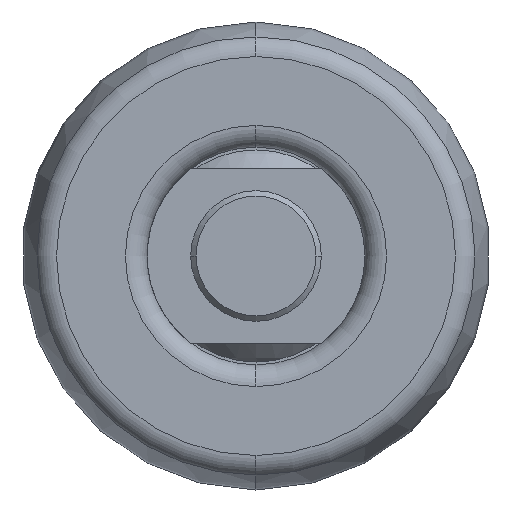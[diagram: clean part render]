
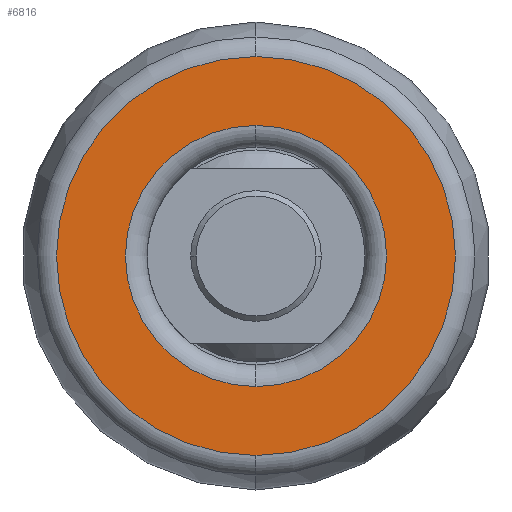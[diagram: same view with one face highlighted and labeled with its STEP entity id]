
A CAD part, left-side view. The second image highlights one B-rep face of the part: STEP entity #6816.
In plain terms, the highlighted face is planar.
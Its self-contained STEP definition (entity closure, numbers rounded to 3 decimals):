
#58 = VERTEX_POINT ( 'NONE', #7919 ) ;
#144 = DIRECTION ( 'NONE',  ( 0., 0., 1. ) ) ;
#472 = AXIS2_PLACEMENT_3D ( 'NONE', #4101, #7664, #6264 ) ;
#560 = CIRCLE ( 'NONE', #7377, 9.164 ) ;
#653 = DIRECTION ( 'NONE',  ( 0., 0., 1. ) ) ;
#835 = CARTESIAN_POINT ( 'NONE',  ( 0., 3.5, 0. ) ) ;
#1967 = ORIENTED_EDGE ( 'NONE', *, *, #8884, .T. ) ;
#2072 = CARTESIAN_POINT ( 'NONE',  ( 0., 3.5, 0. ) ) ;
#2164 = FACE_OUTER_BOUND ( 'NONE', #6801, .T. ) ;
#2238 = ORIENTED_EDGE ( 'NONE', *, *, #2470, .T. ) ;
#2396 = DIRECTION ( 'NONE',  ( 0., 0., 1. ) ) ;
#2430 = CARTESIAN_POINT ( 'NONE',  ( 0., 3.5, 6. ) ) ;
#2470 = EDGE_CURVE ( 'NONE', #2515, #6313, #560, .T. ) ;
#2515 = VERTEX_POINT ( 'NONE', #4471 ) ;
#2551 = CIRCLE ( 'NONE', #7719, 9.164 ) ;
#2888 = CIRCLE ( 'NONE', #8779, 6. ) ;
#3049 = VERTEX_POINT ( 'NONE', #2430 ) ;
#4101 = CARTESIAN_POINT ( 'NONE',  ( 0., 3.5, 0. ) ) ;
#4471 = CARTESIAN_POINT ( 'NONE',  ( 0., 3.5, 9.164 ) ) ;
#5068 = FACE_BOUND ( 'NONE', #7933, .T. ) ;
#5561 = AXIS2_PLACEMENT_3D ( 'NONE', #7804, #7039, #144 ) ;
#5820 = ORIENTED_EDGE ( 'NONE', *, *, #7888, .T. ) ;
#6263 = DIRECTION ( 'NONE',  ( 0., 1., 0. ) ) ;
#6264 = DIRECTION ( 'NONE',  ( 0., 0., 1. ) ) ;
#6313 = VERTEX_POINT ( 'NONE', #7419 ) ;
#6673 = DIRECTION ( 'NONE',  ( 0., -1., 0. ) ) ;
#6801 = EDGE_LOOP ( 'NONE', ( #2238, #1967 ) ) ;
#6816 = ADVANCED_FACE ( 'NONE', ( #5068, #2164 ), #8526, .T. ) ;
#7039 = DIRECTION ( 'NONE',  ( 0., 1., 0. ) ) ;
#7081 = EDGE_CURVE ( 'NONE', #3049, #58, #2888, .T. ) ;
#7252 = ORIENTED_EDGE ( 'NONE', *, *, #7081, .T. ) ;
#7282 = CARTESIAN_POINT ( 'NONE',  ( 0., 3.5, 0. ) ) ;
#7377 = AXIS2_PLACEMENT_3D ( 'NONE', #835, #7852, #653 ) ;
#7419 = CARTESIAN_POINT ( 'NONE',  ( 0., 3.5, -9.164 ) ) ;
#7664 = DIRECTION ( 'NONE',  ( 0., -1., 0. ) ) ;
#7719 = AXIS2_PLACEMENT_3D ( 'NONE', #2072, #6263, #8429 ) ;
#7804 = CARTESIAN_POINT ( 'NONE',  ( 9.75, 3.5, 0. ) ) ;
#7852 = DIRECTION ( 'NONE',  ( 0., 1., 0. ) ) ;
#7888 = EDGE_CURVE ( 'NONE', #58, #3049, #8743, .T. ) ;
#7919 = CARTESIAN_POINT ( 'NONE',  ( 0., 3.5, -6. ) ) ;
#7933 = EDGE_LOOP ( 'NONE', ( #7252, #5820 ) ) ;
#8429 = DIRECTION ( 'NONE',  ( 0., 0., 1. ) ) ;
#8526 = PLANE ( 'NONE',  #5561 ) ;
#8743 = CIRCLE ( 'NONE', #472, 6. ) ;
#8779 = AXIS2_PLACEMENT_3D ( 'NONE', #7282, #6673, #2396 ) ;
#8884 = EDGE_CURVE ( 'NONE', #6313, #2515, #2551, .T. ) ;
